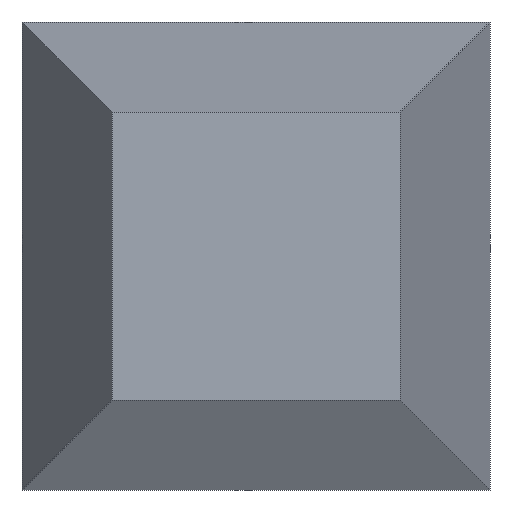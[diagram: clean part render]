
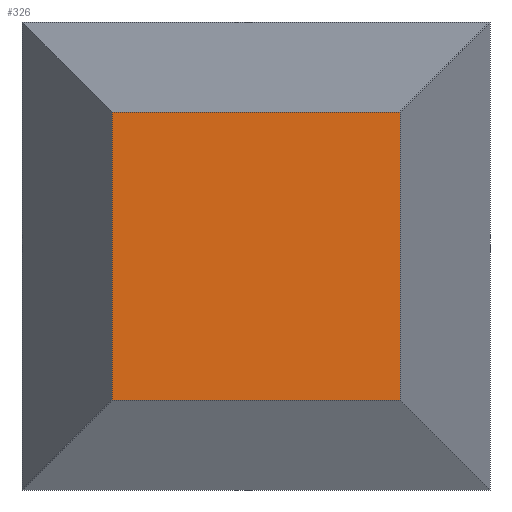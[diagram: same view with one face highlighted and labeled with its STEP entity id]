
A CAD part, front view. The second image highlights one B-rep face of the part: STEP entity #326.
In plain terms, the highlighted planar face has unit normal (0, -1, 0).
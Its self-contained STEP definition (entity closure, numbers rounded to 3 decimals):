
#287=CARTESIAN_POINT('',(0.0,-9.4,0.0));
#288=DIRECTION('',(0.0,1.0,0.0));
#289=DIRECTION('',(0.0,0.0,-1.0));
#290=AXIS2_PLACEMENT_3D('',#287,#288,#289);
#291=PLANE('',#290);
#292=CARTESIAN_POINT('',(0.2,-9.4,0.2));
#293=VERTEX_POINT('',#292);
#294=CARTESIAN_POINT('',(0.2,-9.4,-0.2));
#295=VERTEX_POINT('',#294);
#296=CARTESIAN_POINT('',(0.2,-9.4,0.2));
#297=DIRECTION('',(0.0,0.0,-1.0));
#298=VECTOR('',#297,0.4);
#299=LINE('',#296,#298);
#300=EDGE_CURVE('',#293,#295,#299,.T.);
#301=ORIENTED_EDGE('',*,*,#300,.F.);
#302=CARTESIAN_POINT('',(-0.2,-9.4,0.2));
#303=VERTEX_POINT('',#302);
#304=CARTESIAN_POINT('',(-0.2,-9.4,0.2));
#305=DIRECTION('',(1.0,0.0,-0.0));
#306=VECTOR('',#305,0.4);
#307=LINE('',#304,#306);
#308=EDGE_CURVE('',#303,#293,#307,.T.);
#309=ORIENTED_EDGE('',*,*,#308,.F.);
#310=CARTESIAN_POINT('',(-0.2,-9.4,-0.2));
#311=VERTEX_POINT('',#310);
#312=CARTESIAN_POINT('',(-0.2,-9.4,-0.2));
#313=DIRECTION('',(0.0,0.0,1.0));
#314=VECTOR('',#313,0.4);
#315=LINE('',#312,#314);
#316=EDGE_CURVE('',#311,#303,#315,.T.);
#317=ORIENTED_EDGE('',*,*,#316,.F.);
#318=CARTESIAN_POINT('',(0.2,-9.4,-0.2));
#319=DIRECTION('',(-1.0,0.0,0.0));
#320=VECTOR('',#319,0.4);
#321=LINE('',#318,#320);
#322=EDGE_CURVE('',#295,#311,#321,.T.);
#323=ORIENTED_EDGE('',*,*,#322,.F.);
#324=EDGE_LOOP('',(#301,#309,#317,#323));
#325=FACE_BOUND('',#324,.T.);
#326=ADVANCED_FACE('',(#325),#291,.F.);
